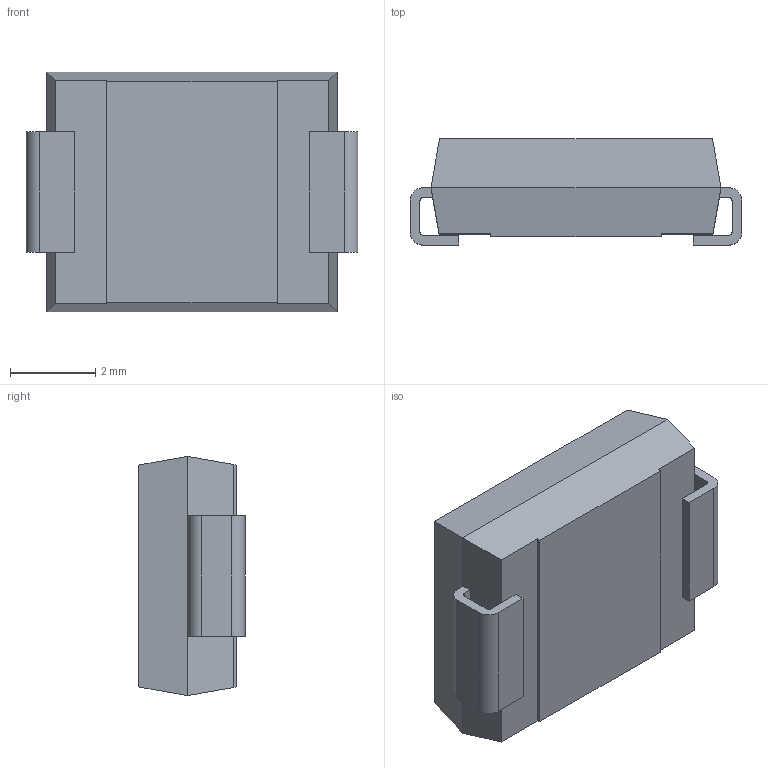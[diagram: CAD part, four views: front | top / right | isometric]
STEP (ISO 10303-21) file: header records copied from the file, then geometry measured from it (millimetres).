
FILE_DESCRIPTION(('CAx-IF Rec.Pracs.---Model Styling and Organization---1.5---2016-08-15','CAx-IF Rec.Pracs.---Geometric and Assembly Validation Properties---4.4---2016-08-17','CAx-IF Rec.Pracs.---User Defined Attributes---1.5---2016-08-15','CAx-IF Rec.Pracs.---External References---2.1---2005-01-19'),'2;1');
FILE_NAME('257272.step','2024-12-27T05:12:36',('Unspecified'),('Unspecified'),'CAD Exchanger 3.10.2 (cadexchanger.com)','Unspecified','');
FILE_SCHEMA(('AUTOMOTIVE_DESIGN { 1 0 10303 214 1 1 1 1 }'));
Length unit declared in the file: millimetre
Products named in the file (4): SMCJ15A-13-F; SMBJ58CA-13-F_2; SMBJ58CA-13-F; SMBJ58CA-13-F_1
Assembly tree (3 placements, depth 2):
  SMCJ15A-13-F
    SMBJ58CA-13-F_2
    SMBJ58CA-13-F
    SMBJ58CA-13-F_1
Bounding box: 7.79 x 2.5 x 5.62 mm (x, y, z)
Volume: 84.6 mm3; surface area: 154.5 mm2
Topology: 3 solids, 3 shells, 42 faces, 104 edges, 68 vertices
Faces by surface type: plane 34, cylinder 8
Entity records: 1303 total; most frequent: CARTESIAN_POINT 216, DIRECTION 208, ORIENTED_EDGE 208, EDGE_CURVE 104, LINE 88, VECTOR 88, VERTEX_POINT 68, AXIS2_PLACEMENT_3D 60
